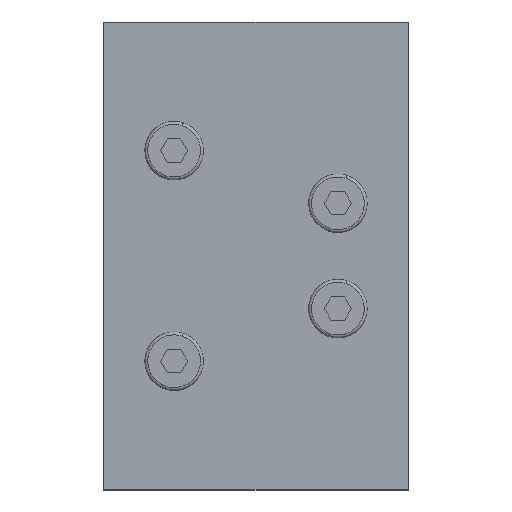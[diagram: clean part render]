
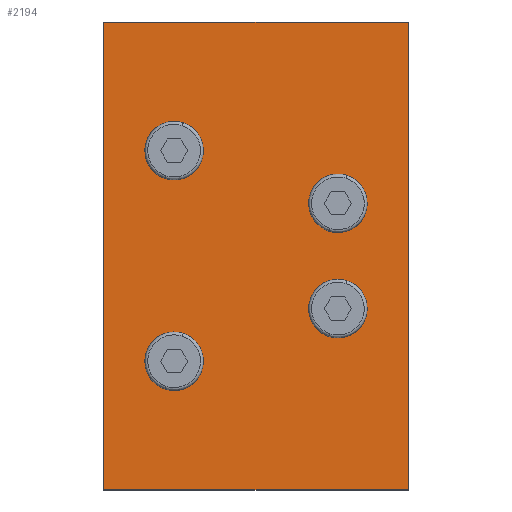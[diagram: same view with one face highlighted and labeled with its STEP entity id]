
A CAD part, top view. The second image highlights one B-rep face of the part: STEP entity #2194.
In plain terms, the highlighted planar face has unit normal (0, 0, 1).
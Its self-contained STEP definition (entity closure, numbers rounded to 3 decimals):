
#10 = EDGE_CURVE ( 'NONE', #224, #1195, #2392, .T. ) ;
#21 = EDGE_CURVE ( 'NONE', #2135, #358, #394, .T. ) ;
#31 = DIRECTION ( 'NONE',  ( 1., 0., 0. ) ) ;
#61 = DIRECTION ( 'NONE',  ( 0., 0., -1. ) ) ;
#87 = ORIENTED_EDGE ( 'NONE', *, *, #735, .T. ) ;
#89 = ORIENTED_EDGE ( 'NONE', *, *, #1025, .T. ) ;
#91 = EDGE_CURVE ( 'NONE', #1195, #224, #448, .T. ) ;
#126 = CIRCLE ( 'NONE', #2288, 5. ) ;
#130 = CARTESIAN_POINT ( 'NONE',  ( 26., -40., 0. ) ) ;
#134 = CARTESIAN_POINT ( 'NONE',  ( 14., -9., 0. ) ) ;
#140 = ORIENTED_EDGE ( 'NONE', *, *, #165, .T. ) ;
#163 = CARTESIAN_POINT ( 'NONE',  ( -14., -18., 0. ) ) ;
#165 = EDGE_CURVE ( 'NONE', #1601, #1283, #1247, .T. ) ;
#182 = CARTESIAN_POINT ( 'NONE',  ( 26., -40., 0. ) ) ;
#191 = DIRECTION ( 'NONE',  ( -1., 0., 0. ) ) ;
#224 = VERTEX_POINT ( 'NONE', #1909 ) ;
#235 = CARTESIAN_POINT ( 'NONE',  ( -14., -18., 0. ) ) ;
#282 = DIRECTION ( 'NONE',  ( -1., 0., 0. ) ) ;
#332 = ORIENTED_EDGE ( 'NONE', *, *, #756, .T. ) ;
#336 = VECTOR ( 'NONE', #2248, 1000. ) ;
#358 = VERTEX_POINT ( 'NONE', #130 ) ;
#387 = DIRECTION ( 'NONE',  ( 0., 0., -1. ) ) ;
#394 = LINE ( 'NONE', #2418, #1798 ) ;
#408 = CIRCLE ( 'NONE', #1883, 5. ) ;
#440 = EDGE_CURVE ( 'NONE', #1919, #2091, #408, .T. ) ;
#443 = AXIS2_PLACEMENT_3D ( 'NONE', #134, #1967, #1566 ) ;
#448 = CIRCLE ( 'NONE', #866, 5. ) ;
#477 = EDGE_CURVE ( 'NONE', #358, #1276, #1998, .T. ) ;
#545 = ORIENTED_EDGE ( 'NONE', *, *, #2201, .T. ) ;
#563 = VERTEX_POINT ( 'NONE', #715 ) ;
#588 = CARTESIAN_POINT ( 'NONE',  ( 14., -9., 0. ) ) ;
#598 = AXIS2_PLACEMENT_3D ( 'NONE', #163, #783, #1597 ) ;
#599 = FACE_BOUND ( 'NONE', #845, .T. ) ;
#605 = CARTESIAN_POINT ( 'NONE',  ( -9., 18., 0. ) ) ;
#657 = PLANE ( 'NONE',  #2628 ) ;
#715 = CARTESIAN_POINT ( 'NONE',  ( -19., 18., 0. ) ) ;
#735 = EDGE_CURVE ( 'NONE', #1283, #1601, #973, .T. ) ;
#756 = EDGE_CURVE ( 'NONE', #563, #1674, #1014, .T. ) ;
#773 = CARTESIAN_POINT ( 'NONE',  ( 26., 40., 0. ) ) ;
#783 = DIRECTION ( 'NONE',  ( 0., 0., -1. ) ) ;
#804 = FACE_OUTER_BOUND ( 'NONE', #2010, .T. ) ;
#806 = CARTESIAN_POINT ( 'NONE',  ( 14., 9., 0. ) ) ;
#832 = DIRECTION ( 'NONE',  ( 1., 0., 0. ) ) ;
#845 = EDGE_LOOP ( 'NONE', ( #140, #87 ) ) ;
#853 = LINE ( 'NONE', #2075, #336 ) ;
#866 = AXIS2_PLACEMENT_3D ( 'NONE', #588, #1198, #191 ) ;
#941 = DIRECTION ( 'NONE',  ( 0., 0., -1. ) ) ;
#959 = CARTESIAN_POINT ( 'NONE',  ( 14., 9., 0. ) ) ;
#973 = CIRCLE ( 'NONE', #598, 5. ) ;
#1002 = FACE_BOUND ( 'NONE', #1935, .T. ) ;
#1014 = CIRCLE ( 'NONE', #2456, 5. ) ;
#1025 = EDGE_CURVE ( 'NONE', #1674, #563, #126, .T. ) ;
#1056 = CARTESIAN_POINT ( 'NONE',  ( 9., 9., 0. ) ) ;
#1063 = ORIENTED_EDGE ( 'NONE', *, *, #21, .T. ) ;
#1066 = DIRECTION ( 'NONE',  ( 0., 0., 1. ) ) ;
#1080 = VERTEX_POINT ( 'NONE', #1451 ) ;
#1153 = EDGE_CURVE ( 'NONE', #1276, #1080, #1969, .T. ) ;
#1156 = ORIENTED_EDGE ( 'NONE', *, *, #91, .T. ) ;
#1177 = CARTESIAN_POINT ( 'NONE',  ( 19., 9., 0. ) ) ;
#1193 = DIRECTION ( 'NONE',  ( -1., 0., 0. ) ) ;
#1195 = VERTEX_POINT ( 'NONE', #1764 ) ;
#1198 = DIRECTION ( 'NONE',  ( 0., 0., -1. ) ) ;
#1247 = CIRCLE ( 'NONE', #1926, 5. ) ;
#1276 = VERTEX_POINT ( 'NONE', #773 ) ;
#1283 = VERTEX_POINT ( 'NONE', #1584 ) ;
#1323 = CARTESIAN_POINT ( 'NONE',  ( -19., -18., 0. ) ) ;
#1375 = CARTESIAN_POINT ( 'NONE',  ( -26., -40., 0. ) ) ;
#1385 = ORIENTED_EDGE ( 'NONE', *, *, #1730, .T. ) ;
#1406 = FACE_BOUND ( 'NONE', #2345, .T. ) ;
#1424 = VECTOR ( 'NONE', #1435, 1000. ) ;
#1435 = DIRECTION ( 'NONE',  ( 0., 1., 0. ) ) ;
#1451 = CARTESIAN_POINT ( 'NONE',  ( -26., 40., 0. ) ) ;
#1488 = CARTESIAN_POINT ( 'NONE',  ( 26., 40., 0. ) ) ;
#1503 = ORIENTED_EDGE ( 'NONE', *, *, #1153, .T. ) ;
#1553 = ORIENTED_EDGE ( 'NONE', *, *, #477, .T. ) ;
#1561 = ORIENTED_EDGE ( 'NONE', *, *, #10, .T. ) ;
#1566 = DIRECTION ( 'NONE',  ( -1., 0., 0. ) ) ;
#1584 = CARTESIAN_POINT ( 'NONE',  ( -9., -18., 0. ) ) ;
#1597 = DIRECTION ( 'NONE',  ( -1., 0., 0. ) ) ;
#1601 = VERTEX_POINT ( 'NONE', #1323 ) ;
#1608 = CIRCLE ( 'NONE', #1680, 5. ) ;
#1626 = ORIENTED_EDGE ( 'NONE', *, *, #440, .T. ) ;
#1674 = VERTEX_POINT ( 'NONE', #605 ) ;
#1680 = AXIS2_PLACEMENT_3D ( 'NONE', #806, #2593, #2403 ) ;
#1730 = EDGE_CURVE ( 'NONE', #2091, #1919, #1608, .T. ) ;
#1763 = DIRECTION ( 'NONE',  ( -1., 0., 0. ) ) ;
#1764 = CARTESIAN_POINT ( 'NONE',  ( 19., -9., 0. ) ) ;
#1766 = DIRECTION ( 'NONE',  ( 0., 0., -1. ) ) ;
#1798 = VECTOR ( 'NONE', #832, 1000. ) ;
#1824 = VECTOR ( 'NONE', #282, 1000. ) ;
#1883 = AXIS2_PLACEMENT_3D ( 'NONE', #959, #1766, #2381 ) ;
#1909 = CARTESIAN_POINT ( 'NONE',  ( 9., -9., 0. ) ) ;
#1919 = VERTEX_POINT ( 'NONE', #1056 ) ;
#1926 = AXIS2_PLACEMENT_3D ( 'NONE', #235, #61, #2465 ) ;
#1935 = EDGE_LOOP ( 'NONE', ( #1561, #1156 ) ) ;
#1967 = DIRECTION ( 'NONE',  ( 0., 0., -1. ) ) ;
#1969 = LINE ( 'NONE', #1488, #1824 ) ;
#1980 = CARTESIAN_POINT ( 'NONE',  ( -14., 18., 0. ) ) ;
#1990 = EDGE_LOOP ( 'NONE', ( #332, #89 ) ) ;
#1998 = LINE ( 'NONE', #182, #1424 ) ;
#2010 = EDGE_LOOP ( 'NONE', ( #1503, #545, #1063, #1553 ) ) ;
#2060 = CARTESIAN_POINT ( 'NONE',  ( 0., 0., 0. ) ) ;
#2075 = CARTESIAN_POINT ( 'NONE',  ( -26., 40., 0. ) ) ;
#2091 = VERTEX_POINT ( 'NONE', #1177 ) ;
#2135 = VERTEX_POINT ( 'NONE', #1375 ) ;
#2194 = ADVANCED_FACE ( 'NONE', ( #2411, #599, #1002, #1406, #804 ), #657, .T. ) ;
#2201 = EDGE_CURVE ( 'NONE', #1080, #2135, #853, .T. ) ;
#2248 = DIRECTION ( 'NONE',  ( 0., -1., 0. ) ) ;
#2288 = AXIS2_PLACEMENT_3D ( 'NONE', #2409, #387, #1193 ) ;
#2345 = EDGE_LOOP ( 'NONE', ( #1626, #1385 ) ) ;
#2381 = DIRECTION ( 'NONE',  ( -1., 0., 0. ) ) ;
#2392 = CIRCLE ( 'NONE', #443, 5. ) ;
#2403 = DIRECTION ( 'NONE',  ( -1., 0., 0. ) ) ;
#2409 = CARTESIAN_POINT ( 'NONE',  ( -14., 18., 0. ) ) ;
#2411 = FACE_BOUND ( 'NONE', #1990, .T. ) ;
#2418 = CARTESIAN_POINT ( 'NONE',  ( -26., -40., 0. ) ) ;
#2456 = AXIS2_PLACEMENT_3D ( 'NONE', #1980, #941, #1763 ) ;
#2465 = DIRECTION ( 'NONE',  ( -1., 0., 0. ) ) ;
#2593 = DIRECTION ( 'NONE',  ( 0., 0., -1. ) ) ;
#2628 = AXIS2_PLACEMENT_3D ( 'NONE', #2060, #1066, #31 ) ;
